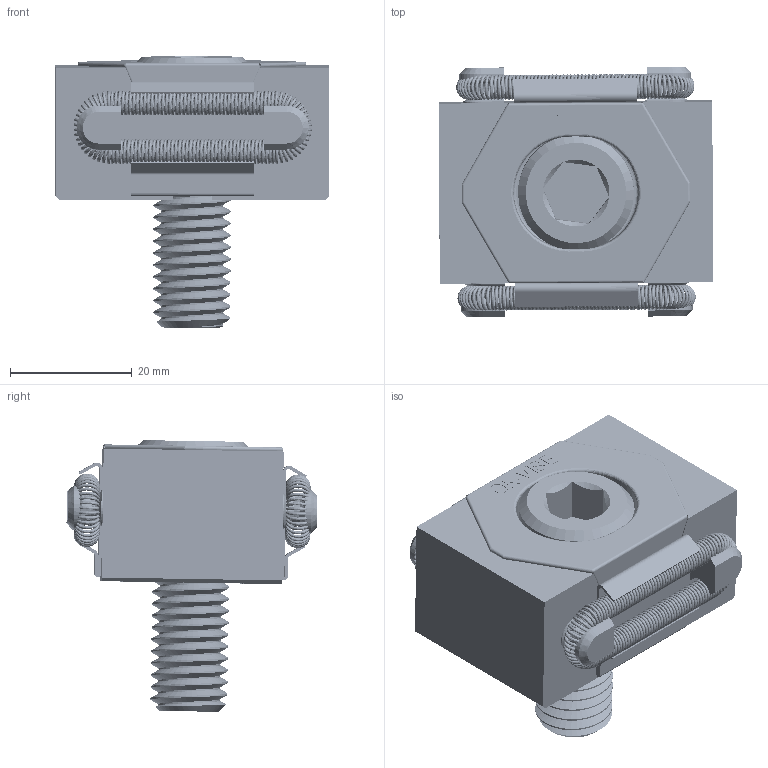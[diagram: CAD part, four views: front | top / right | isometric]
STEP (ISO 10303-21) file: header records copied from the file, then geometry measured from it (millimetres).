
FILE_DESCRIPTION (( 'STEP AP214' ), '1' );
FILE_NAME ('47133.STEP', '2019-05-16T12:59:22', ( 'Mike W' ), ( '' ), 'SwSTEP 2.0', 'SolidWorks 2018', '' );
FILE_SCHEMA (( 'AUTOMOTIVE_DESIGN' ));
Length unit declared in the file: inch
Products named in the file (8): 1213114 SHCS_1213114 SHCS; PLDK2-VT-S_PLDK2-VT-S; 47135_47135; JDK-P_S_D_S_DTY; JDK P S; 47134_47134; 47137_47137; 47133
Assembly tree (10 placements, depth 3):
  47133
    47137_47137  x2
    47134_47134
    47135_47135  x2
      JDK P S
      JDK-P_S_D_S_DTY
    PLDK2-VT-S_PLDK2-VT-S  x2
    1213114 SHCS_1213114 SHCS
Bounding box: 45.13 x 41.26 x 44.66 mm (x, y, z)
Volume: 30832.6 mm3; surface area: 20250.3 mm2
Topology: 10 solids, 10 shells, 2480 faces, 6721 edges, 4084 vertices
Faces by surface type: bspline 1642, plane 659, cylinder 158, cone 19, torus 2
Entity records: 74624 total; most frequent: CARTESIAN_POINT 29686, ORIENTED_EDGE 7646, DIRECTION 6002, EDGE_CURVE 3823, AXIS2_PLACEMENT_3D 2586, VERTEX_POINT 2347, CIRCLE 1989, EDGE_LOOP 1428
